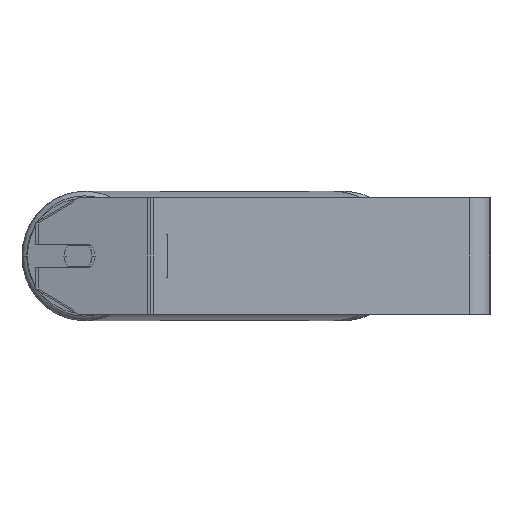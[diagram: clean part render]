
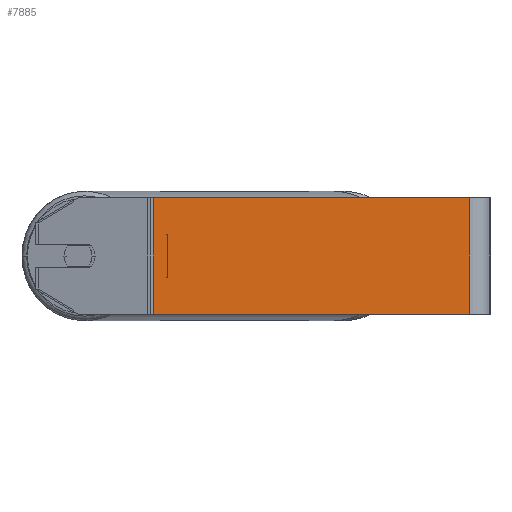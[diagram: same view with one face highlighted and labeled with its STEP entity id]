
A CAD part, left-side view. The second image highlights one B-rep face of the part: STEP entity #7885.
In plain terms, the highlighted planar face has unit normal (-1, 0, 0).
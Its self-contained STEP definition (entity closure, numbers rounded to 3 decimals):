
#19 = VERTEX_POINT ( 'NONE', #5481 ) ;
#91 = VECTOR ( 'NONE', #5758, 1000. ) ;
#290 = VECTOR ( 'NONE', #4288, 1000. ) ;
#318 = ORIENTED_EDGE ( 'NONE', *, *, #4310, .F. ) ;
#768 = DIRECTION ( 'NONE',  ( 0., -1., 0. ) ) ;
#991 = EDGE_CURVE ( 'NONE', #19, #4020, #1524, .T. ) ;
#1295 = CARTESIAN_POINT ( 'NONE',  ( -1045., 233.281, -40. ) ) ;
#1524 = LINE ( 'NONE', #4470, #91 ) ;
#1693 = CARTESIAN_POINT ( 'NONE',  ( -1045., 14., 40. ) ) ;
#1697 = ORIENTED_EDGE ( 'NONE', *, *, #991, .T. ) ;
#2385 = DIRECTION ( 'NONE',  ( 0., 0., -1. ) ) ;
#2940 = EDGE_CURVE ( 'NONE', #4020, #6961, #6815, .T. ) ;
#3655 = VECTOR ( 'NONE', #7755, 1000. ) ;
#3922 = CARTESIAN_POINT ( 'NONE',  ( -1045., 14., -40. ) ) ;
#4020 = VERTEX_POINT ( 'NONE', #5943 ) ;
#4250 = CARTESIAN_POINT ( 'NONE',  ( -1045., 14., 40. ) ) ;
#4288 = DIRECTION ( 'NONE',  ( 0., 0., -1. ) ) ;
#4310 = EDGE_CURVE ( 'NONE', #19, #4312, #8422, .T. ) ;
#4312 = VERTEX_POINT ( 'NONE', #1693 ) ;
#4470 = CARTESIAN_POINT ( 'NONE',  ( -1045., 231.438, 40. ) ) ;
#4834 = ORIENTED_EDGE ( 'NONE', *, *, #2940, .T. ) ;
#4905 = LINE ( 'NONE', #4250, #290 ) ;
#5032 = FACE_OUTER_BOUND ( 'NONE', #7006, .T. ) ;
#5047 = CARTESIAN_POINT ( 'NONE',  ( -1045., 233.281, 40. ) ) ;
#5481 = CARTESIAN_POINT ( 'NONE',  ( -1045., 231.438, 40. ) ) ;
#5758 = DIRECTION ( 'NONE',  ( 0., 0., -1. ) ) ;
#5943 = CARTESIAN_POINT ( 'NONE',  ( -1045., 231.438, -40. ) ) ;
#6196 = VECTOR ( 'NONE', #768, 1000. ) ;
#6315 = PLANE ( 'NONE',  #8172 ) ;
#6815 = LINE ( 'NONE', #1295, #6196 ) ;
#6961 = VERTEX_POINT ( 'NONE', #3922 ) ;
#7006 = EDGE_LOOP ( 'NONE', ( #4834, #8070, #318, #1697 ) ) ;
#7738 = DIRECTION ( 'NONE',  ( 1., 0., 0. ) ) ;
#7755 = DIRECTION ( 'NONE',  ( 0., -1., 0. ) ) ;
#7818 = EDGE_CURVE ( 'NONE', #4312, #6961, #4905, .T. ) ;
#7885 = ADVANCED_FACE ( 'NONE', ( #5032 ), #6315, .F. ) ;
#8070 = ORIENTED_EDGE ( 'NONE', *, *, #7818, .F. ) ;
#8172 = AXIS2_PLACEMENT_3D ( 'NONE', #8375, #7738, #2385 ) ;
#8375 = CARTESIAN_POINT ( 'NONE',  ( -1045., 233.281, 40. ) ) ;
#8422 = LINE ( 'NONE', #5047, #3655 ) ;
